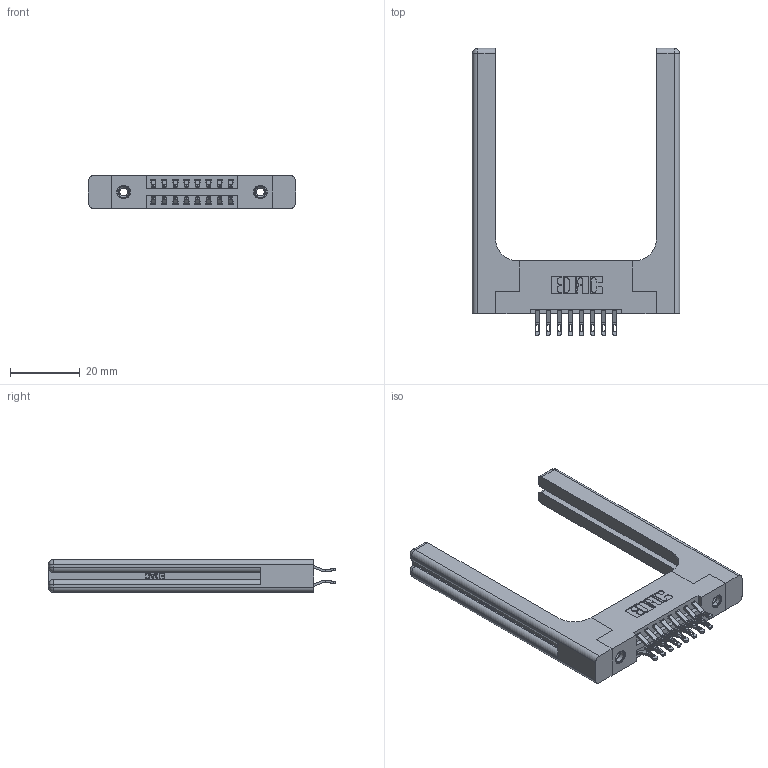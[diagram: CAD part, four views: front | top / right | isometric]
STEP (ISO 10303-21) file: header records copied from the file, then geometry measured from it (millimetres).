
FILE_DESCRIPTION (( 'STEP AP203' ), '1' );
FILE_NAME ('396-016-555-258.STEP', '2019-10-30T02:38:45', ( '' ), ( '' ), 'SwSTEP 2.0', 'SolidWorks 2016', '' );
FILE_SCHEMA (( 'CONFIG_CONTROL_DESIGN' ));
Length unit declared in the file: inch
Products named in the file (5): 345-292-001_555 Tail; 396-016-555-258; 346 Part_Flush Mounting Lugs - 0.156 Dia-TH; 345-250-001_345-250-001-102; 346-220-058_345-220-058
Assembly tree (21 placements, depth 2):
  396-016-555-258
    346 Part_Flush Mounting Lugs - 0.156 Dia-TH
    345-292-001_555 Tail  x16
    345-250-001_345-250-001-102  x2
    346-220-058_345-220-058  x2
Bounding box: 59.46 x 82.42 x 9.4 mm (x, y, z)
Volume: 13074.8 mm3; surface area: 12274.7 mm2
Topology: 21 solids, 21 shells, 1306 faces, 3923 edges, 2594 vertices
Faces by surface type: plane 752, cylinder 494, bspline 36, cone 12, sphere 8, torus 4
Entity records: 15306 total; most frequent: CARTESIAN_POINT 3611, ORIENTED_EDGE 2312, DIRECTION 2136, EDGE_CURVE 1156, LINE 880, VECTOR 880, VERTEX_POINT 762, AXIS2_PLACEMENT_3D 628
